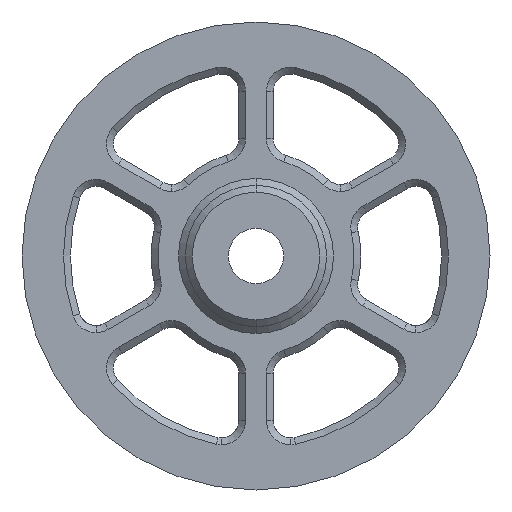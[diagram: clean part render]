
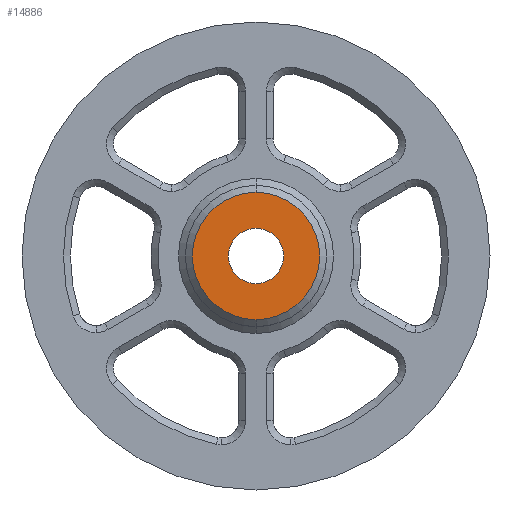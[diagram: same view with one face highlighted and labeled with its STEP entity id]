
A CAD part, front view. The second image highlights one B-rep face of the part: STEP entity #14886.
In plain terms, the highlighted planar face has unit normal (0, -1, 0).
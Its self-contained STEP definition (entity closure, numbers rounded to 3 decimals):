
#144 = DIRECTION ( 'NONE',  ( 0., 0., -1. ) ) ;
#1360 = CARTESIAN_POINT ( 'NONE',  ( 0., -14.125, 0. ) ) ;
#1458 = EDGE_CURVE ( 'NONE', #16877, #29502, #25888, .T. ) ;
#1537 = ORIENTED_EDGE ( 'NONE', *, *, #8844, .F. ) ;
#1886 = ORIENTED_EDGE ( 'NONE', *, *, #1458, .T. ) ;
#1953 = DIRECTION ( 'NONE',  ( 0., 0., -1. ) ) ;
#2910 = AXIS2_PLACEMENT_3D ( 'NONE', #1360, #10496, #1953 ) ;
#4173 = EDGE_LOOP ( 'NONE', ( #15523, #1886 ) ) ;
#5593 = FACE_BOUND ( 'NONE', #23602, .T. ) ;
#6292 = DIRECTION ( 'NONE',  ( 0., -1., 0. ) ) ;
#8844 = EDGE_CURVE ( 'NONE', #9994, #10653, #16999, .T. ) ;
#9145 = CARTESIAN_POINT ( 'NONE',  ( 0., -14.125, 0. ) ) ;
#9647 = PLANE ( 'NONE',  #27996 ) ;
#9994 = VERTEX_POINT ( 'NONE', #10795 ) ;
#10496 = DIRECTION ( 'NONE',  ( 0., -1., 0. ) ) ;
#10653 = VERTEX_POINT ( 'NONE', #26607 ) ;
#10795 = CARTESIAN_POINT ( 'NONE',  ( 0., -14.125, -4. ) ) ;
#10935 = DIRECTION ( 'NONE',  ( 0., 0., -1. ) ) ;
#11519 = CARTESIAN_POINT ( 'NONE',  ( 0., -14.125, -9.2 ) ) ;
#12116 = CARTESIAN_POINT ( 'NONE',  ( 0., -14.125, 9.2 ) ) ;
#12318 = CARTESIAN_POINT ( 'NONE',  ( 0., -14.125, 0. ) ) ;
#12455 = DIRECTION ( 'NONE',  ( 0., 0., -1. ) ) ;
#14886 = ADVANCED_FACE ( 'NONE', ( #21022, #5593 ), #9647, .T. ) ;
#15155 = EDGE_CURVE ( 'NONE', #29502, #16877, #25140, .T. ) ;
#15523 = ORIENTED_EDGE ( 'NONE', *, *, #15155, .T. ) ;
#15530 = AXIS2_PLACEMENT_3D ( 'NONE', #27174, #27622, #20550 ) ;
#16877 = VERTEX_POINT ( 'NONE', #11519 ) ;
#16999 = CIRCLE ( 'NONE', #29509, 4. ) ;
#18877 = CIRCLE ( 'NONE', #20322, 4. ) ;
#20216 = CARTESIAN_POINT ( 'NONE',  ( 0., -14.125, 0. ) ) ;
#20322 = AXIS2_PLACEMENT_3D ( 'NONE', #20216, #20664, #144 ) ;
#20550 = DIRECTION ( 'NONE',  ( 0., 0., -1. ) ) ;
#20664 = DIRECTION ( 'NONE',  ( 0., -1., 0. ) ) ;
#21022 = FACE_OUTER_BOUND ( 'NONE', #4173, .T. ) ;
#23419 = DIRECTION ( 'NONE',  ( 0., -1., 0. ) ) ;
#23602 = EDGE_LOOP ( 'NONE', ( #27172, #1537 ) ) ;
#25140 = CIRCLE ( 'NONE', #15530, 9.2 ) ;
#25888 = CIRCLE ( 'NONE', #2910, 9.2 ) ;
#26607 = CARTESIAN_POINT ( 'NONE',  ( 0., -14.125, 4. ) ) ;
#26881 = EDGE_CURVE ( 'NONE', #10653, #9994, #18877, .T. ) ;
#27172 = ORIENTED_EDGE ( 'NONE', *, *, #26881, .F. ) ;
#27174 = CARTESIAN_POINT ( 'NONE',  ( 0., -14.125, 0. ) ) ;
#27622 = DIRECTION ( 'NONE',  ( 0., -1., 0. ) ) ;
#27996 = AXIS2_PLACEMENT_3D ( 'NONE', #12318, #23419, #12455 ) ;
#29502 = VERTEX_POINT ( 'NONE', #12116 ) ;
#29509 = AXIS2_PLACEMENT_3D ( 'NONE', #9145, #6292, #10935 ) ;
